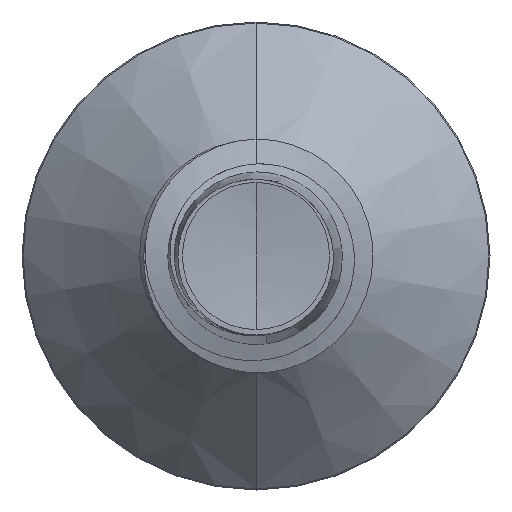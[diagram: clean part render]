
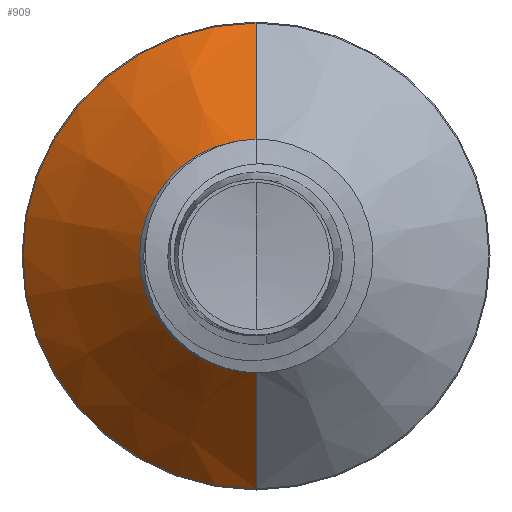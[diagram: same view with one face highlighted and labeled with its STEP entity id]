
A CAD part, front view. The second image highlights one B-rep face of the part: STEP entity #909.
In plain terms, the highlighted conical face has half-angle 45 degrees and reference radius 0.996 mm.
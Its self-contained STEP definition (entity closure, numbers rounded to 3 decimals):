
#532 = EDGE_CURVE ( 'NONE', #8692, #6753, #7224, .T. ) ;
#909 = ADVANCED_FACE ( 'NONE', ( #5877 ), #1142, .T. ) ;
#1142 = CONICAL_SURFACE ( 'NONE', #1367, 0.996, 0.785 ) ;
#1367 = AXIS2_PLACEMENT_3D ( 'NONE', #9346, #6241, #8976 ) ;
#2052 = ORIENTED_EDGE ( 'NONE', *, *, #5717, .T. ) ;
#2213 = VECTOR ( 'NONE', #3829, 1000. ) ;
#2497 = VECTOR ( 'NONE', #9653, 1000. ) ;
#3027 = DIRECTION ( 'NONE',  ( 0., 0., 1. ) ) ;
#3031 = DIRECTION ( 'NONE',  ( 0., 1., 0. ) ) ;
#3066 = CARTESIAN_POINT ( 'NONE',  ( 0., 1.891, 0. ) ) ;
#3829 = DIRECTION ( 'NONE',  ( 0., 0.707, 0.707 ) ) ;
#3956 = VERTEX_POINT ( 'NONE', #6039 ) ;
#4346 = ORIENTED_EDGE ( 'NONE', *, *, #532, .F. ) ;
#4583 = CARTESIAN_POINT ( 'NONE',  ( 0., 0.896, -0.996 ) ) ;
#4819 = CIRCLE ( 'NONE', #9441, 0.996 ) ;
#4943 = LINE ( 'NONE', #4583, #2497 ) ;
#5152 = VERTEX_POINT ( 'NONE', #7969 ) ;
#5263 = DIRECTION ( 'NONE',  ( 0., 1., 0. ) ) ;
#5670 = EDGE_CURVE ( 'NONE', #5152, #8692, #4943, .T. ) ;
#5717 = EDGE_CURVE ( 'NONE', #3956, #6753, #9513, .T. ) ;
#5877 = FACE_OUTER_BOUND ( 'NONE', #6938, .T. ) ;
#6012 = CARTESIAN_POINT ( 'NONE',  ( 0., 0.896, 0.996 ) ) ;
#6039 = CARTESIAN_POINT ( 'NONE',  ( 0., 0.896, 0.996 ) ) ;
#6152 = CARTESIAN_POINT ( 'NONE',  ( 0., 1.891, 1.991 ) ) ;
#6241 = DIRECTION ( 'NONE',  ( 0., 1., 0. ) ) ;
#6418 = EDGE_CURVE ( 'NONE', #5152, #3956, #4819, .T. ) ;
#6753 = VERTEX_POINT ( 'NONE', #6152 ) ;
#6938 = EDGE_LOOP ( 'NONE', ( #7695, #9198, #2052, #4346 ) ) ;
#7224 = CIRCLE ( 'NONE', #7729, 1.991 ) ;
#7695 = ORIENTED_EDGE ( 'NONE', *, *, #5670, .F. ) ;
#7729 = AXIS2_PLACEMENT_3D ( 'NONE', #3066, #3031, #3027 ) ;
#7783 = CARTESIAN_POINT ( 'NONE',  ( 0., 1.891, -1.991 ) ) ;
#7969 = CARTESIAN_POINT ( 'NONE',  ( 0., 0.896, -0.996 ) ) ;
#8692 = VERTEX_POINT ( 'NONE', #7783 ) ;
#8872 = CARTESIAN_POINT ( 'NONE',  ( 0., 0.896, 0. ) ) ;
#8976 = DIRECTION ( 'NONE',  ( 0., 0., 1. ) ) ;
#9198 = ORIENTED_EDGE ( 'NONE', *, *, #6418, .T. ) ;
#9346 = CARTESIAN_POINT ( 'NONE',  ( 0., 0.896, 0. ) ) ;
#9441 = AXIS2_PLACEMENT_3D ( 'NONE', #8872, #5263, #9544 ) ;
#9513 = LINE ( 'NONE', #6012, #2213 ) ;
#9544 = DIRECTION ( 'NONE',  ( 0., 0., 1. ) ) ;
#9653 = DIRECTION ( 'NONE',  ( 0., 0.707, -0.707 ) ) ;
